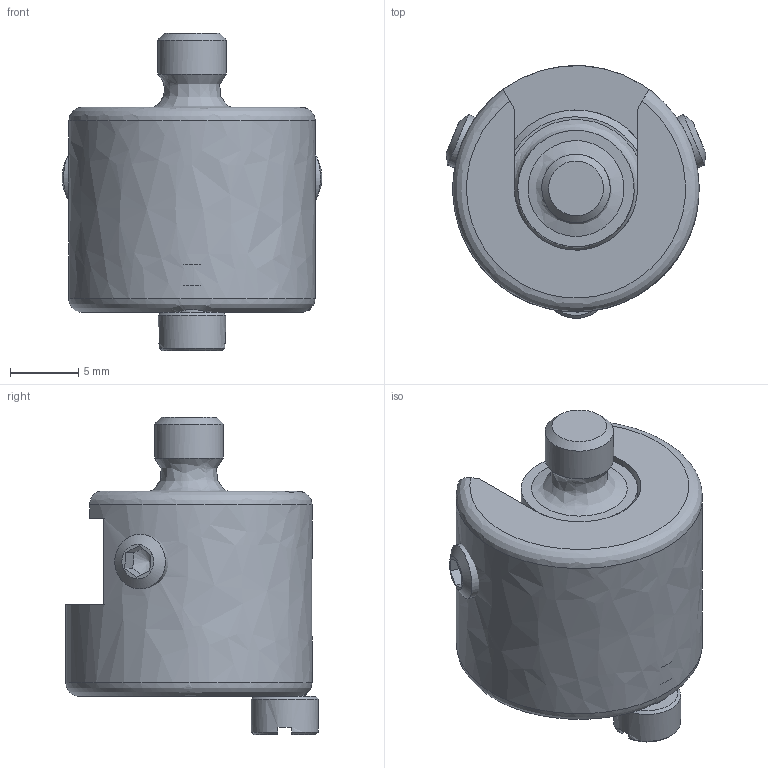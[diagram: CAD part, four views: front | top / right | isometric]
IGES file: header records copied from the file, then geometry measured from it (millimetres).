
Global section: file name: SZ0603V_A; native system: Autodesk Inventor 2015; preprocessor: unknown; author: Behrens; date: 20151120.150757; units: millimetre
Bounding box: 18.98 x 18.45 x 23.2 mm (x, y, z)
Volume: 2700.6 mm3; surface area: 2677.9 mm2
Topology: 5 solids, 5 shells, 89 faces, 243 edges, 162 vertices
Faces by surface type: bspline 89
